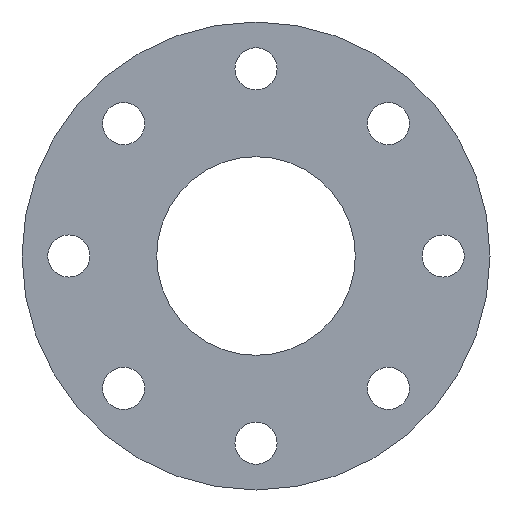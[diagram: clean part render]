
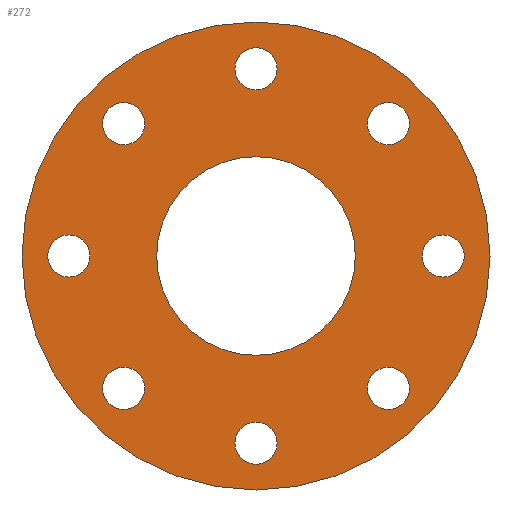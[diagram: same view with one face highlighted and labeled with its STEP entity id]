
A CAD part, front view. The second image highlights one B-rep face of the part: STEP entity #272.
In plain terms, the highlighted planar face has unit normal (0, -1, 0).
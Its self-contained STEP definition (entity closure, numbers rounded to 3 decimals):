
#34=ORIENTED_EDGE('',*,*,#86,.F.);
#35=ORIENTED_EDGE('',*,*,#87,.F.);
#36=ORIENTED_EDGE('',*,*,#88,.F.);
#37=ORIENTED_EDGE('',*,*,#89,.F.);
#38=ORIENTED_EDGE('',*,*,#90,.F.);
#39=ORIENTED_EDGE('',*,*,#91,.F.);
#40=ORIENTED_EDGE('',*,*,#92,.F.);
#41=ORIENTED_EDGE('',*,*,#93,.F.);
#42=ORIENTED_EDGE('',*,*,#94,.T.);
#43=ORIENTED_EDGE('',*,*,#95,.T.);
#86=EDGE_CURVE('',#112,#112,#138,.T.);
#87=EDGE_CURVE('',#113,#113,#139,.T.);
#88=EDGE_CURVE('',#114,#114,#140,.T.);
#89=EDGE_CURVE('',#115,#115,#141,.T.);
#90=EDGE_CURVE('',#116,#116,#142,.T.);
#91=EDGE_CURVE('',#117,#117,#143,.T.);
#92=EDGE_CURVE('',#118,#118,#144,.T.);
#93=EDGE_CURVE('',#119,#119,#145,.T.);
#94=EDGE_CURVE('',#120,#120,#146,.T.);
#95=EDGE_CURVE('',#121,#121,#147,.T.);
#112=VERTEX_POINT('',#440);
#113=VERTEX_POINT('',#442);
#114=VERTEX_POINT('',#444);
#115=VERTEX_POINT('',#446);
#116=VERTEX_POINT('',#448);
#117=VERTEX_POINT('',#450);
#118=VERTEX_POINT('',#452);
#119=VERTEX_POINT('',#454);
#120=VERTEX_POINT('',#456);
#121=VERTEX_POINT('',#458);
#138=CIRCLE('',#304,9.);
#139=CIRCLE('',#305,9.);
#140=CIRCLE('',#306,9.);
#141=CIRCLE('',#307,9.);
#142=CIRCLE('',#308,9.);
#143=CIRCLE('',#309,9.);
#144=CIRCLE('',#310,9.);
#145=CIRCLE('',#311,9.);
#146=CIRCLE('',#312,100.);
#147=CIRCLE('',#313,42.45);
#164=EDGE_LOOP('',(#34));
#165=EDGE_LOOP('',(#35));
#166=EDGE_LOOP('',(#36));
#167=EDGE_LOOP('',(#37));
#168=EDGE_LOOP('',(#38));
#169=EDGE_LOOP('',(#39));
#170=EDGE_LOOP('',(#40));
#171=EDGE_LOOP('',(#41));
#172=EDGE_LOOP('',(#42));
#173=EDGE_LOOP('',(#43));
#216=FACE_BOUND('',#164,.T.);
#217=FACE_BOUND('',#165,.T.);
#218=FACE_BOUND('',#166,.T.);
#219=FACE_BOUND('',#167,.T.);
#220=FACE_BOUND('',#168,.T.);
#221=FACE_BOUND('',#169,.T.);
#222=FACE_BOUND('',#170,.T.);
#223=FACE_BOUND('',#171,.T.);
#224=FACE_BOUND('',#172,.T.);
#225=FACE_BOUND('',#173,.T.);
#268=PLANE('',#303);
#272=ADVANCED_FACE('',(#216,#217,#218,#219,#220,#221,#222,#223,#224,#225),
#268,.T.);
#303=AXIS2_PLACEMENT_3D('',#438,#349,#350);
#304=AXIS2_PLACEMENT_3D('',#439,#351,#352);
#305=AXIS2_PLACEMENT_3D('',#441,#353,#354);
#306=AXIS2_PLACEMENT_3D('',#443,#355,#356);
#307=AXIS2_PLACEMENT_3D('',#445,#357,#358);
#308=AXIS2_PLACEMENT_3D('',#447,#359,#360);
#309=AXIS2_PLACEMENT_3D('',#449,#361,#362);
#310=AXIS2_PLACEMENT_3D('',#451,#363,#364);
#311=AXIS2_PLACEMENT_3D('',#453,#365,#366);
#312=AXIS2_PLACEMENT_3D('',#455,#367,#368);
#313=AXIS2_PLACEMENT_3D('',#457,#369,#370);
#349=DIRECTION('',(0.,-1.,0.));
#350=DIRECTION('',(0.,0.,-1.));
#351=DIRECTION('',(0.,-1.,0.));
#352=DIRECTION('',(1.,0.,0.));
#353=DIRECTION('',(0.,-1.,0.));
#354=DIRECTION('',(1.,0.,0.));
#355=DIRECTION('',(0.,-1.,0.));
#356=DIRECTION('',(1.,0.,0.));
#357=DIRECTION('',(0.,-1.,0.));
#358=DIRECTION('',(1.,0.,0.));
#359=DIRECTION('',(0.,-1.,0.));
#360=DIRECTION('',(1.,0.,0.));
#361=DIRECTION('',(0.,-1.,0.));
#362=DIRECTION('',(1.,0.,0.));
#363=DIRECTION('',(0.,-1.,0.));
#364=DIRECTION('',(1.,0.,0.));
#365=DIRECTION('',(0.,-1.,0.));
#366=DIRECTION('',(1.,0.,0.));
#367=DIRECTION('',(0.,-1.,0.));
#368=DIRECTION('',(0.,0.,-1.));
#369=DIRECTION('',(0.,1.,0.));
#370=DIRECTION('',(1.,0.,0.));
#438=CARTESIAN_POINT('',(0.,0.,0.));
#439=CARTESIAN_POINT('',(-56.569,0.,-56.569));
#440=CARTESIAN_POINT('',(-47.569,0.,-56.569));
#441=CARTESIAN_POINT('',(56.569,0.,-56.569));
#442=CARTESIAN_POINT('',(65.569,0.,-56.569));
#443=CARTESIAN_POINT('',(56.569,0.,56.569));
#444=CARTESIAN_POINT('',(65.569,0.,56.569));
#445=CARTESIAN_POINT('',(-56.569,0.,56.569));
#446=CARTESIAN_POINT('',(-47.569,0.,56.569));
#447=CARTESIAN_POINT('',(80.,0.,0.));
#448=CARTESIAN_POINT('',(89.,0.,0.));
#449=CARTESIAN_POINT('',(-80.,0.,0.));
#450=CARTESIAN_POINT('',(-71.,0.,0.));
#451=CARTESIAN_POINT('',(0.,0.,-80.));
#452=CARTESIAN_POINT('',(9.,0.,-80.));
#453=CARTESIAN_POINT('',(0.,0.,80.));
#454=CARTESIAN_POINT('',(9.,0.,80.));
#455=CARTESIAN_POINT('',(0.,0.,0.));
#456=CARTESIAN_POINT('',(0.,0.,-100.));
#457=CARTESIAN_POINT('',(0.,0.,0.));
#458=CARTESIAN_POINT('',(42.45,0.,0.));
